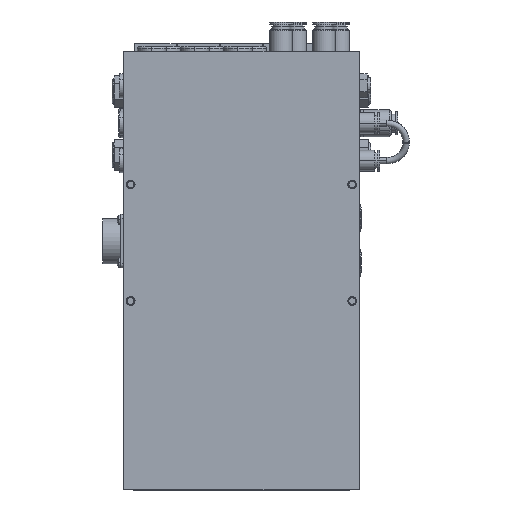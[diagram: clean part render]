
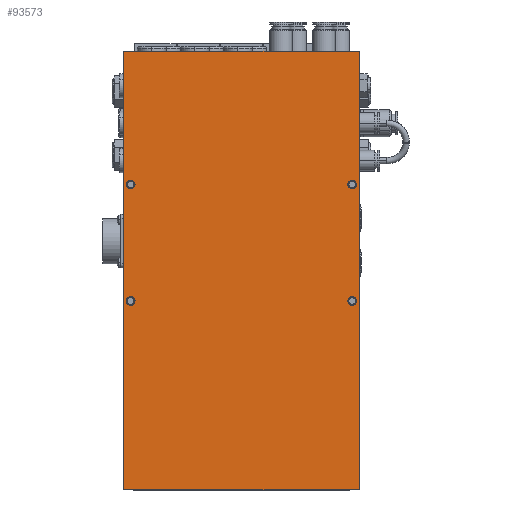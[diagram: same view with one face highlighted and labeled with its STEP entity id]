
A CAD part, top view. The second image highlights one B-rep face of the part: STEP entity #93573.
In plain terms, the highlighted planar face has unit normal (0, 0, 1).
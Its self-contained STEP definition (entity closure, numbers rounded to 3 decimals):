
#804 = DIRECTION ( 'NONE',  ( 0., 0., -1. ) ) ;
#1158 = CARTESIAN_POINT ( 'NONE',  ( -74., -137.5, 49. ) ) ;
#2282 = EDGE_CURVE ( 'NONE', #71650, #59538, #77018, .T. ) ;
#4301 = CIRCLE ( 'NONE', #63097, 2.75 ) ;
#4949 = ORIENTED_EDGE ( 'NONE', *, *, #23728, .T. ) ;
#5186 = VERTEX_POINT ( 'NONE', #44168 ) ;
#5251 = VECTOR ( 'NONE', #70382, 1000. ) ;
#5787 = CARTESIAN_POINT ( 'NONE',  ( 72.25, 54., 49. ) ) ;
#6463 = ORIENTED_EDGE ( 'NONE', *, *, #2282, .T. ) ;
#6757 = VERTEX_POINT ( 'NONE', #75360 ) ;
#8829 = EDGE_LOOP ( 'NONE', ( #28645, #6463 ) ) ;
#9162 = EDGE_CURVE ( 'NONE', #36950, #5186, #93050, .T. ) ;
#9689 = CIRCLE ( 'NONE', #65170, 2.75 ) ;
#9748 = LINE ( 'NONE', #71834, #5251 ) ;
#10218 = VERTEX_POINT ( 'NONE', #91230 ) ;
#10262 = LINE ( 'NONE', #76899, #14877 ) ;
#13779 = CIRCLE ( 'NONE', #59514, 2.75 ) ;
#14040 = CARTESIAN_POINT ( 'NONE',  ( 72.25, -19., 49. ) ) ;
#14877 = VECTOR ( 'NONE', #33357, 1000. ) ;
#15478 = CIRCLE ( 'NONE', #22830, 2.75 ) ;
#16069 = EDGE_CURVE ( 'NONE', #6757, #43878, #9748, .T. ) ;
#18508 = VERTEX_POINT ( 'NONE', #61251 ) ;
#19850 = FACE_OUTER_BOUND ( 'NONE', #27885, .T. ) ;
#20785 = ORIENTED_EDGE ( 'NONE', *, *, #9162, .F. ) ;
#20829 = EDGE_CURVE ( 'NONE', #43878, #51314, #85394, .T. ) ;
#21022 = ORIENTED_EDGE ( 'NONE', *, *, #79368, .T. ) ;
#22830 = AXIS2_PLACEMENT_3D ( 'NONE', #44241, #804, #51550 ) ;
#23530 = CARTESIAN_POINT ( 'NONE',  ( 69.5, 54., 49. ) ) ;
#23728 = EDGE_CURVE ( 'NONE', #63345, #10218, #9689, .T. ) ;
#25170 = DIRECTION ( 'NONE',  ( 0., 0., -1. ) ) ;
#27738 = CARTESIAN_POINT ( 'NONE',  ( 74., -137.5, 49. ) ) ;
#27885 = EDGE_LOOP ( 'NONE', ( #58750, #85794, #41190, #64086 ) ) ;
#28645 = ORIENTED_EDGE ( 'NONE', *, *, #83186, .T. ) ;
#28820 = EDGE_LOOP ( 'NONE', ( #4949, #21022 ) ) ;
#28972 = ORIENTED_EDGE ( 'NONE', *, *, #43484, .F. ) ;
#30339 = DIRECTION ( 'NONE',  ( 1., 0., 0. ) ) ;
#30481 = CARTESIAN_POINT ( 'NONE',  ( 69.5, 54., 49. ) ) ;
#30812 = DIRECTION ( 'NONE',  ( 1., 0., 0. ) ) ;
#31627 = CARTESIAN_POINT ( 'NONE',  ( -66.75, 54., 49. ) ) ;
#33357 = DIRECTION ( 'NONE',  ( 0., 1., 0. ) ) ;
#33887 = DIRECTION ( 'NONE',  ( 0., 0., -1. ) ) ;
#35995 = ORIENTED_EDGE ( 'NONE', *, *, #54230, .F. ) ;
#36386 = EDGE_LOOP ( 'NONE', ( #69378, #28972 ) ) ;
#36950 = VERTEX_POINT ( 'NONE', #14040 ) ;
#37113 = EDGE_CURVE ( 'NONE', #18508, #62128, #41635, .T. ) ;
#37302 = PLANE ( 'NONE',  #70415 ) ;
#37795 = DIRECTION ( 'NONE',  ( 1., 0., 0. ) ) ;
#39482 = CARTESIAN_POINT ( 'NONE',  ( -72.25, -19., 49. ) ) ;
#39744 = DIRECTION ( 'NONE',  ( 0., 0., 1. ) ) ;
#41190 = ORIENTED_EDGE ( 'NONE', *, *, #89554, .T. ) ;
#41419 = FACE_BOUND ( 'NONE', #28820, .T. ) ;
#41635 = CIRCLE ( 'NONE', #70716, 2.75 ) ;
#43484 = EDGE_CURVE ( 'NONE', #62128, #18508, #13779, .T. ) ;
#43878 = VERTEX_POINT ( 'NONE', #52684 ) ;
#44168 = CARTESIAN_POINT ( 'NONE',  ( 66.75, -19., 49. ) ) ;
#44241 = CARTESIAN_POINT ( 'NONE',  ( -69.5, -19., 49. ) ) ;
#44617 = CARTESIAN_POINT ( 'NONE',  ( -72.25, 54., 49. ) ) ;
#46738 = VECTOR ( 'NONE', #85390, 1000. ) ;
#47608 = AXIS2_PLACEMENT_3D ( 'NONE', #72956, #69080, #65100 ) ;
#48078 = EDGE_LOOP ( 'NONE', ( #35995, #20785 ) ) ;
#51314 = VERTEX_POINT ( 'NONE', #82303 ) ;
#51550 = DIRECTION ( 'NONE',  ( 1., 0., 0. ) ) ;
#52684 = CARTESIAN_POINT ( 'NONE',  ( -74., 137.5, 49. ) ) ;
#54230 = EDGE_CURVE ( 'NONE', #5186, #36950, #62636, .T. ) ;
#56207 = FACE_BOUND ( 'NONE', #8829, .T. ) ;
#58750 = ORIENTED_EDGE ( 'NONE', *, *, #20829, .T. ) ;
#59180 = DIRECTION ( 'NONE',  ( 1., 0., 0. ) ) ;
#59514 = AXIS2_PLACEMENT_3D ( 'NONE', #23530, #74338, #30812 ) ;
#59538 = VERTEX_POINT ( 'NONE', #44617 ) ;
#59666 = DIRECTION ( 'NONE',  ( 0., 0., 1. ) ) ;
#60604 = CARTESIAN_POINT ( 'NONE',  ( 69.5, -19., 49. ) ) ;
#61251 = CARTESIAN_POINT ( 'NONE',  ( 66.75, 54., 49. ) ) ;
#62128 = VERTEX_POINT ( 'NONE', #5787 ) ;
#62636 = CIRCLE ( 'NONE', #71697, 2.75 ) ;
#63097 = AXIS2_PLACEMENT_3D ( 'NONE', #67399, #25170, #76004 ) ;
#63345 = VERTEX_POINT ( 'NONE', #39482 ) ;
#64086 = ORIENTED_EDGE ( 'NONE', *, *, #16069, .T. ) ;
#65100 = DIRECTION ( 'NONE',  ( 1., 0., 0. ) ) ;
#65170 = AXIS2_PLACEMENT_3D ( 'NONE', #77433, #33887, #84717 ) ;
#67399 = CARTESIAN_POINT ( 'NONE',  ( -69.5, 54., 49. ) ) ;
#69080 = DIRECTION ( 'NONE',  ( 0., 0., -1. ) ) ;
#69378 = ORIENTED_EDGE ( 'NONE', *, *, #37113, .F. ) ;
#70382 = DIRECTION ( 'NONE',  ( -1., 0., 0. ) ) ;
#70415 = AXIS2_PLACEMENT_3D ( 'NONE', #1158, #80533, #59180 ) ;
#70716 = AXIS2_PLACEMENT_3D ( 'NONE', #30481, #81313, #37795 ) ;
#71650 = VERTEX_POINT ( 'NONE', #31627 ) ;
#71697 = AXIS2_PLACEMENT_3D ( 'NONE', #83244, #39744, #90547 ) ;
#71834 = CARTESIAN_POINT ( 'NONE',  ( -74., 137.5, 49. ) ) ;
#72956 = CARTESIAN_POINT ( 'NONE',  ( -69.5, 54., 49. ) ) ;
#73254 = VECTOR ( 'NONE', #30339, 1000. ) ;
#74338 = DIRECTION ( 'NONE',  ( 0., 0., 1. ) ) ;
#75360 = CARTESIAN_POINT ( 'NONE',  ( 74., 137.5, 49. ) ) ;
#75519 = FACE_BOUND ( 'NONE', #48078, .T. ) ;
#76004 = DIRECTION ( 'NONE',  ( 1., 0., 0. ) ) ;
#76899 = CARTESIAN_POINT ( 'NONE',  ( 74., 137.5, 49. ) ) ;
#77018 = CIRCLE ( 'NONE', #47608, 2.75 ) ;
#77433 = CARTESIAN_POINT ( 'NONE',  ( -69.5, -19., 49. ) ) ;
#79368 = EDGE_CURVE ( 'NONE', #10218, #63345, #15478, .T. ) ;
#80083 = FACE_BOUND ( 'NONE', #36386, .T. ) ;
#80422 = DIRECTION ( 'NONE',  ( 1., 0., 0. ) ) ;
#80533 = DIRECTION ( 'NONE',  ( 0., 0., 1. ) ) ;
#81313 = DIRECTION ( 'NONE',  ( 0., 0., 1. ) ) ;
#82303 = CARTESIAN_POINT ( 'NONE',  ( -74., -137.5, 49. ) ) ;
#83186 = EDGE_CURVE ( 'NONE', #59538, #71650, #4301, .T. ) ;
#83244 = CARTESIAN_POINT ( 'NONE',  ( 69.5, -19., 49. ) ) ;
#84717 = DIRECTION ( 'NONE',  ( 1., 0., 0. ) ) ;
#84794 = CARTESIAN_POINT ( 'NONE',  ( -74., 137.5, 49. ) ) ;
#85390 = DIRECTION ( 'NONE',  ( 0., -1., 0. ) ) ;
#85394 = LINE ( 'NONE', #84794, #46738 ) ;
#85794 = ORIENTED_EDGE ( 'NONE', *, *, #86063, .T. ) ;
#86063 = EDGE_CURVE ( 'NONE', #51314, #87445, #92546, .T. ) ;
#87445 = VERTEX_POINT ( 'NONE', #27738 ) ;
#88178 = CARTESIAN_POINT ( 'NONE',  ( -74., -137.5, 49. ) ) ;
#89554 = EDGE_CURVE ( 'NONE', #87445, #6757, #10262, .T. ) ;
#90547 = DIRECTION ( 'NONE',  ( 1., 0., 0. ) ) ;
#91160 = AXIS2_PLACEMENT_3D ( 'NONE', #60604, #59666, #80422 ) ;
#91230 = CARTESIAN_POINT ( 'NONE',  ( -66.75, -19., 49. ) ) ;
#92546 = LINE ( 'NONE', #88178, #73254 ) ;
#93050 = CIRCLE ( 'NONE', #91160, 2.75 ) ;
#93573 = ADVANCED_FACE ( 'NONE', ( #41419, #80083, #75519, #19850, #56207 ), #37302, .T. ) ;
